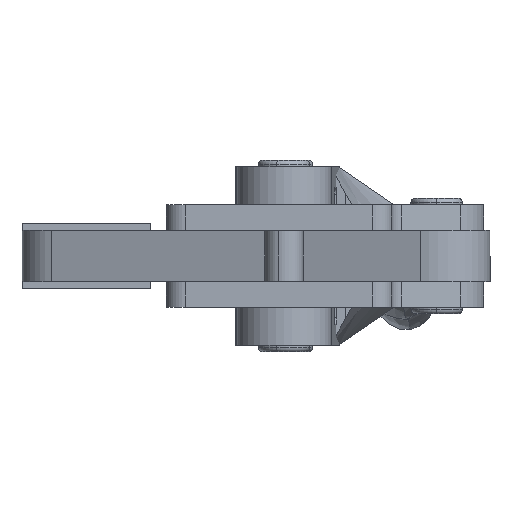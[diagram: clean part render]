
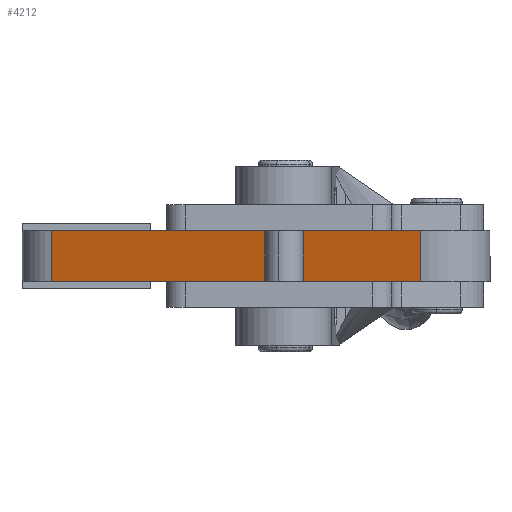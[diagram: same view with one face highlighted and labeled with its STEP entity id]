
A CAD part, front view. The second image highlights one B-rep face of the part: STEP entity #4212.
In plain terms, the highlighted planar face has unit normal (-0.309, -0.951, 0).
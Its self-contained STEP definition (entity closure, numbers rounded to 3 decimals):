
#725 = ORIENTED_EDGE ( 'NONE', *, *, #17670, .T. ) ;
#726 = ORIENTED_EDGE ( 'NONE', *, *, #11253, .T. ) ;
#727 = ORIENTED_EDGE ( 'NONE', *, *, #17668, .T. ) ;
#728 = ORIENTED_EDGE ( 'NONE', *, *, #17663, .F. ) ;
#1196 = AXIS2_PLACEMENT_3D ( 'NONE', #8978, #8966, #8965 ) ;
#4212 = ADVANCED_FACE ( 'NONE', ( #18507 ), #8972, .F. ) ;
#8965 = DIRECTION ( 'NONE',  ( -0.951, 0.309, 0. ) ) ;
#8966 = DIRECTION ( 'NONE',  ( 0.309, 0.951, 0. ) ) ;
#8972 = PLANE ( 'NONE',  #1196 ) ;
#8978 = CARTESIAN_POINT ( 'NONE',  ( 6.91, -103.371, 7.5 ) ) ;
#9109 = EDGE_LOOP ( 'NONE', ( #728, #727, #726, #725 ) ) ;
#11253 = EDGE_CURVE ( 'NONE', #23015, #22993, #19031, .T. ) ;
#12697 = CARTESIAN_POINT ( 'NONE',  ( 93.137, -131.388, 7.5 ) ) ;
#12698 = DIRECTION ( 'NONE',  ( 0., 0., -1. ) ) ;
#12701 = CARTESIAN_POINT ( 'NONE',  ( 6.91, -103.371, 6. ) ) ;
#12702 = DIRECTION ( 'NONE',  ( -0.951, 0.309, 0. ) ) ;
#12706 = CARTESIAN_POINT ( 'NONE',  ( 6.91, -103.371, -6. ) ) ;
#12707 = DIRECTION ( 'NONE',  ( 0.951, -0.309, 0. ) ) ;
#17565 = CARTESIAN_POINT ( 'NONE',  ( 6.91, -103.371, 7.5 ) ) ;
#17570 = DIRECTION ( 'NONE',  ( 0., 0., -1. ) ) ;
#17663 = EDGE_CURVE ( 'NONE', #22973, #23020, #19412, .T. ) ;
#17668 = EDGE_CURVE ( 'NONE', #22973, #23015, #19430, .T. ) ;
#17670 = EDGE_CURVE ( 'NONE', #22993, #23020, #19437, .T. ) ;
#18507 = FACE_OUTER_BOUND ( 'NONE', #9109, .T. ) ;
#19031 = LINE ( 'NONE', #17565, #19045 ) ;
#19045 = VECTOR ( 'NONE', #17570, 1000. ) ;
#19412 = LINE ( 'NONE', #12697, #19419 ) ;
#19419 = VECTOR ( 'NONE', #12698, 1000. ) ;
#19430 = LINE ( 'NONE', #12701, #19434 ) ;
#19434 = VECTOR ( 'NONE', #12702, 1000. ) ;
#19437 = LINE ( 'NONE', #12706, #19440 ) ;
#19440 = VECTOR ( 'NONE', #12707, 1000. ) ;
#22973 = VERTEX_POINT ( 'NONE', #26964 ) ;
#22993 = VERTEX_POINT ( 'NONE', #26977 ) ;
#23015 = VERTEX_POINT ( 'NONE', #26990 ) ;
#23020 = VERTEX_POINT ( 'NONE', #26989 ) ;
#26964 = CARTESIAN_POINT ( 'NONE',  ( 93.137, -131.388, 6. ) ) ;
#26977 = CARTESIAN_POINT ( 'NONE',  ( 6.91, -103.371, -6. ) ) ;
#26989 = CARTESIAN_POINT ( 'NONE',  ( 93.137, -131.388, -6. ) ) ;
#26990 = CARTESIAN_POINT ( 'NONE',  ( 6.91, -103.371, 6. ) ) ;
